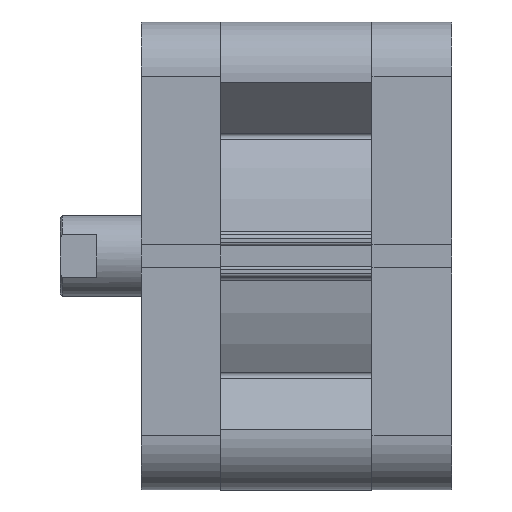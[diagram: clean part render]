
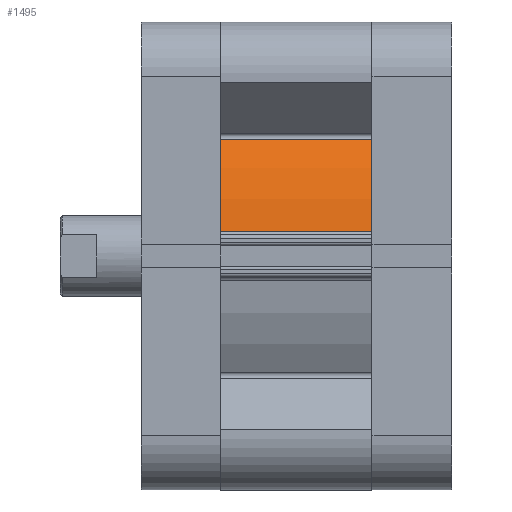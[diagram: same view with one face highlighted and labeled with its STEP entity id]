
A CAD part, front view. The second image highlights one B-rep face of the part: STEP entity #1495.
In plain terms, the highlighted cylindrical face has radius 53.5 mm (diameter 107 mm), a partial arc.
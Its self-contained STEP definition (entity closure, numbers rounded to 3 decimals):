
#600 = EDGE_CURVE ( 'NONE', #7800, #7797, #9146, .T. ) ;
#601 = EDGE_CURVE ( 'NONE', #7797, #7798, #9154, .T. ) ;
#602 = EDGE_CURVE ( 'NONE', #7798, #7799, #9149, .T. ) ;
#611 = EDGE_CURVE ( 'NONE', #7800, #7799, #9169, .T. ) ;
#1075 = AXIS2_PLACEMENT_3D ( 'NONE', #9933, #9934, #9935 ) ;
#1082 = AXIS2_PLACEMENT_3D ( 'NONE', #9950, #9959, #9960 ) ;
#1265 = AXIS2_PLACEMENT_3D ( 'NONE', #2584, #2583, #2582 ) ;
#1495 = ADVANCED_FACE ( 'NONE', ( #1627 ), #1630, .T. ) ;
#1627 = FACE_OUTER_BOUND ( 'NONE', #6357, .T. ) ;
#1630 = CYLINDRICAL_SURFACE ( 'NONE', #1265, 53.5 ) ;
#2582 = DIRECTION ( 'NONE',  ( -1., 0., 0. ) ) ;
#2583 = DIRECTION ( 'NONE',  ( 0., 0., -1. ) ) ;
#2584 = CARTESIAN_POINT ( 'NONE',  ( 0., 0., 37.5 ) ) ;
#4697 = CARTESIAN_POINT ( 'NONE',  ( 6.135, -53.147, 0. ) ) ;
#4698 = CARTESIAN_POINT ( 'NONE',  ( 28.996, -44.961, 0. ) ) ;
#4699 = CARTESIAN_POINT ( 'NONE',  ( 28.996, -44.961, 37.5 ) ) ;
#4700 = CARTESIAN_POINT ( 'NONE',  ( 6.135, -53.147, 37.5 ) ) ;
#5489 = ORIENTED_EDGE ( 'NONE', *, *, #600, .T. ) ;
#5491 = ORIENTED_EDGE ( 'NONE', *, *, #611, .F. ) ;
#5493 = ORIENTED_EDGE ( 'NONE', *, *, #602, .T. ) ;
#5495 = ORIENTED_EDGE ( 'NONE', *, *, #601, .T. ) ;
#6357 = EDGE_LOOP ( 'NONE', ( #5495, #5493, #5491, #5489 ) ) ;
#7797 = VERTEX_POINT ( 'NONE', #4697 ) ;
#7798 = VERTEX_POINT ( 'NONE', #4698 ) ;
#7799 = VERTEX_POINT ( 'NONE', #4699 ) ;
#7800 = VERTEX_POINT ( 'NONE', #4700 ) ;
#9145 = VECTOR ( 'NONE', #9937, 1000. ) ;
#9146 = LINE ( 'NONE', #9931, #9147 ) ;
#9147 = VECTOR ( 'NONE', #9932, 1000. ) ;
#9149 = LINE ( 'NONE', #9936, #9145 ) ;
#9154 = CIRCLE ( 'NONE', #1075, 53.5 ) ;
#9169 = CIRCLE ( 'NONE', #1082, 53.5 ) ;
#9931 = CARTESIAN_POINT ( 'NONE',  ( 6.135, -53.147, 37.5 ) ) ;
#9932 = DIRECTION ( 'NONE',  ( 0., 0., -1. ) ) ;
#9933 = CARTESIAN_POINT ( 'NONE',  ( 0., 0., 0. ) ) ;
#9934 = DIRECTION ( 'NONE',  ( 0., 0., 1. ) ) ;
#9935 = DIRECTION ( 'NONE',  ( 1., 0., 0. ) ) ;
#9936 = CARTESIAN_POINT ( 'NONE',  ( 28.996, -44.961, 37.5 ) ) ;
#9937 = DIRECTION ( 'NONE',  ( 0., 0., 1. ) ) ;
#9950 = CARTESIAN_POINT ( 'NONE',  ( 0., 0., 37.5 ) ) ;
#9959 = DIRECTION ( 'NONE',  ( 0., 0., 1. ) ) ;
#9960 = DIRECTION ( 'NONE',  ( 1., 0., 0. ) ) ;
